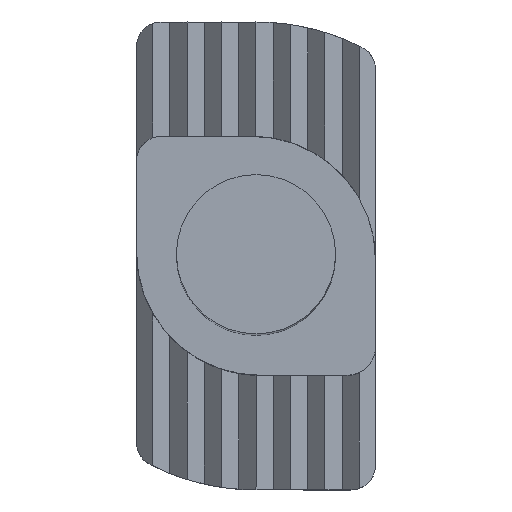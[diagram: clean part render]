
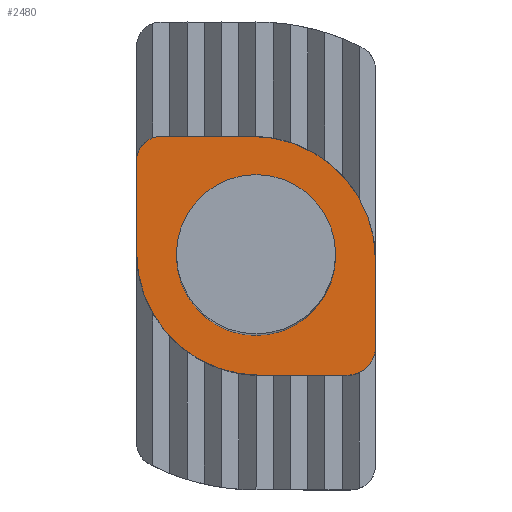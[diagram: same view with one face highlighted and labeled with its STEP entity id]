
A CAD part, top view. The second image highlights one B-rep face of the part: STEP entity #2480.
In plain terms, the highlighted planar face has unit normal (0, 0, 1).
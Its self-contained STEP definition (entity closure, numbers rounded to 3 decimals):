
#1221=CIRCLE('',#2334,5.);
#1222=CIRCLE('',#2335,1.157);
#1223=CIRCLE('',#2336,5.);
#1224=CIRCLE('',#2337,1.);
#1225=CIRCLE('',#2338,3.233);
#1231=ORIENTED_EDGE('',*,*,#1781,.T.);
#1232=ORIENTED_EDGE('',*,*,#1782,.T.);
#1233=ORIENTED_EDGE('',*,*,#1783,.T.);
#1234=ORIENTED_EDGE('',*,*,#1784,.T.);
#1235=ORIENTED_EDGE('',*,*,#1785,.T.);
#1236=ORIENTED_EDGE('',*,*,#1786,.T.);
#1237=ORIENTED_EDGE('',*,*,#1787,.T.);
#1238=ORIENTED_EDGE('',*,*,#1788,.T.);
#1239=ORIENTED_EDGE('',*,*,#1789,.F.);
#1515=VECTOR('',#2033,1.);
#1516=VECTOR('',#2036,1.);
#1517=VECTOR('',#2039,1.);
#1518=VECTOR('',#2042,1.);
#1601=LINE('',#2539,#1515);
#1602=LINE('',#2543,#1516);
#1603=LINE('',#2547,#1517);
#1604=LINE('',#2551,#1518);
#1687=VERTEX_POINT('',#2537);
#1688=VERTEX_POINT('',#2538);
#1689=VERTEX_POINT('',#2540);
#1690=VERTEX_POINT('',#2542);
#1691=VERTEX_POINT('',#2544);
#1692=VERTEX_POINT('',#2546);
#1693=VERTEX_POINT('',#2548);
#1694=VERTEX_POINT('',#2550);
#1695=VERTEX_POINT('',#2553);
#1781=EDGE_CURVE('',#1687,#1688,#1601,.T.);
#1782=EDGE_CURVE('',#1688,#1689,#1221,.T.);
#1783=EDGE_CURVE('',#1689,#1690,#1602,.T.);
#1784=EDGE_CURVE('',#1690,#1691,#1222,.T.);
#1785=EDGE_CURVE('',#1691,#1692,#1603,.T.);
#1786=EDGE_CURVE('',#1692,#1693,#1223,.T.);
#1787=EDGE_CURVE('',#1693,#1694,#1604,.T.);
#1788=EDGE_CURVE('',#1694,#1687,#1224,.T.);
#1789=EDGE_CURVE('',#1695,#1695,#1225,.T.);
#1923=EDGE_LOOP('',(#1231,#1232,#1233,#1234,#1235,#1236,#1237,#1238));
#1924=EDGE_LOOP('',(#1239));
#1977=FACE_BOUND('',#1923,.T.);
#1978=FACE_BOUND('',#1924,.T.);
#2031=DIRECTION('',(0.,0.,1.));
#2032=DIRECTION('',(0.,-1.,0.));
#2033=DIRECTION('',(0.,-3.7,0.));
#2034=DIRECTION('',(0.,0.,1.));
#2035=DIRECTION('',(0.,5.,0.));
#2036=DIRECTION('',(3.543,0.,0.));
#2037=DIRECTION('',(0.,0.,1.));
#2038=DIRECTION('',(0.,1.157,0.));
#2039=DIRECTION('',(0.,3.543,0.));
#2040=DIRECTION('',(0.,0.,1.));
#2041=DIRECTION('',(0.,5.,0.));
#2042=DIRECTION('',(-3.7,0.,0.));
#2043=DIRECTION('',(0.,0.,1.));
#2044=DIRECTION('',(0.,1.,0.));
#2045=DIRECTION('',(0.,0.,1.));
#2046=DIRECTION('',(0.,-3.233,0.));
#2333=AXIS2_PLACEMENT_3D('',#2536,#2031,#2032);
#2334=AXIS2_PLACEMENT_3D('',#2541,#2034,#2035);
#2335=AXIS2_PLACEMENT_3D('',#2545,#2037,#2038);
#2336=AXIS2_PLACEMENT_3D('',#2549,#2040,#2041);
#2337=AXIS2_PLACEMENT_3D('',#2552,#2043,#2044);
#2338=AXIS2_PLACEMENT_3D('',#2554,#2045,#2046);
#2441=PLANE('',#2333);
#2480=ADVANCED_FACE('',(#1977,#1978),#2441,.T.);
#2536=CARTESIAN_POINT('',(-4.85,3.85,8.8));
#2537=CARTESIAN_POINT('',(-4.85,3.85,8.8));
#2538=CARTESIAN_POINT('',(-4.85,0.15,8.8));
#2539=CARTESIAN_POINT('',(-4.85,3.85,8.8));
#2540=CARTESIAN_POINT('',(0.15,-4.85,8.8));
#2541=CARTESIAN_POINT('',(0.15,0.15,8.8));
#2542=CARTESIAN_POINT('',(3.693,-4.85,8.8));
#2543=CARTESIAN_POINT('',(0.15,-4.85,8.8));
#2544=CARTESIAN_POINT('',(4.85,-3.693,8.8));
#2545=CARTESIAN_POINT('',(3.693,-3.693,8.8));
#2546=CARTESIAN_POINT('',(4.85,-0.15,8.8));
#2547=CARTESIAN_POINT('',(4.85,-3.693,8.8));
#2548=CARTESIAN_POINT('',(-0.15,4.85,8.8));
#2549=CARTESIAN_POINT('',(-0.15,-0.15,8.8));
#2550=CARTESIAN_POINT('',(-3.85,4.85,8.8));
#2551=CARTESIAN_POINT('',(-0.15,4.85,8.8));
#2552=CARTESIAN_POINT('',(-3.85,3.85,8.8));
#2553=CARTESIAN_POINT('',(0.,-3.233,8.8));
#2554=CARTESIAN_POINT('',(0.,0.,8.8));
